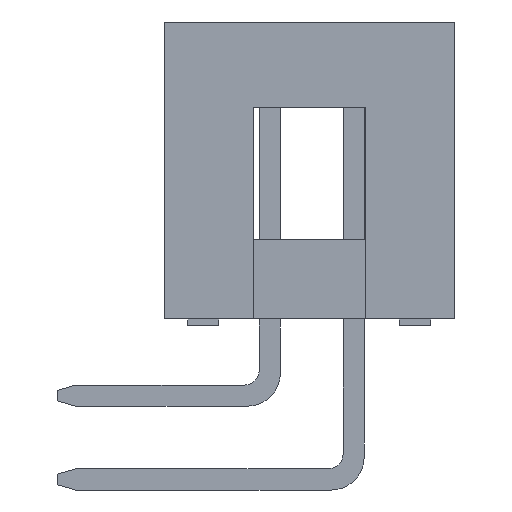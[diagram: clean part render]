
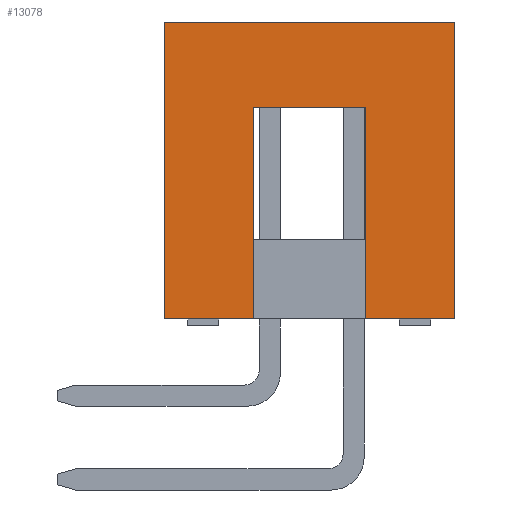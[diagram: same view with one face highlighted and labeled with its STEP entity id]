
A CAD part, left-side view. The second image highlights one B-rep face of the part: STEP entity #13078.
In plain terms, the highlighted planar face has unit normal (-1, 0, 0).
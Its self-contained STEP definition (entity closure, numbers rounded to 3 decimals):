
#7230=EDGE_CURVE('',#13876,#12038,#19572,.T.);
#8500=EDGE_CURVE('',#16000,#12038,#20961,.T.);
#9756=EDGE_CURVE('',#10752,#11548,#22403,.T.);
#10752=VERTEX_POINT('',#23537);
#11548=VERTEX_POINT('',#24416);
#11638=EDGE_CURVE('',#12194,#16000,#24512,.T.);
#12038=VERTEX_POINT('',#24947);
#12194=VERTEX_POINT('',#25118);
#13078=ADVANCED_FACE('',(#26092),#26093,.F.);
#13876=VERTEX_POINT('',#26957);
#14112=VERTEX_POINT('',#27220);
#14926=EDGE_CURVE('',#11548,#13876,#28117,.T.);
#16000=VERTEX_POINT('',#29273);
#16102=EDGE_CURVE('',#18140,#12194,#29380,.T.);
#16154=EDGE_CURVE('',#10752,#14112,#29438,.T.);
#17504=EDGE_CURVE('',#18140,#14112,#30913,.T.);
#18140=VERTEX_POINT('',#31610);
#19572=LINE('',#33557,#33558);
#20961=LINE('',#35533,#35534);
#22403=LINE('',#37535,#37536);
#23537=CARTESIAN_POINT('',(-41.91,1.7,0.0));
#24416=CARTESIAN_POINT('',(-41.91,1.7,6.4));
#24512=LINE('',#40585,#40586);
#24947=CARTESIAN_POINT('',(-41.91,-1.7,0.0));
#25118=CARTESIAN_POINT('',(-41.91,-4.4,9.0));
#26092=FACE_OUTER_BOUND('',#42833,.T.);
#26093=PLANE('',#42834);
#26957=CARTESIAN_POINT('',(-41.91,-1.7,6.4));
#27220=CARTESIAN_POINT('',(-41.91,4.4,0.0));
#28117=LINE('',#45700,#45701);
#29273=CARTESIAN_POINT('',(-41.91,-4.4,0.0));
#29380=LINE('',#47569,#47570);
#29438=LINE('',#47651,#47652);
#30913=LINE('',#49724,#49725);
#31610=CARTESIAN_POINT('',(-41.91,4.4,9.0));
#33557=CARTESIAN_POINT('',(-41.91,-1.7,3.825));
#33558=VECTOR('',#52247,1.0);
#35533=CARTESIAN_POINT('',(-41.91,0.0,0.0));
#35534=VECTOR('',#53660,1.0);
#37535=CARTESIAN_POINT('',(-41.91,1.7,3.825));
#37536=VECTOR('',#55339,1.0);
#40585=CARTESIAN_POINT('',(-41.91,-4.4,4.5));
#40586=VECTOR('',#57604,1.0);
#42833=EDGE_LOOP('',(#59328,#59329,#59330,#59331,#59332,#59333,#59334,#59335));
#42834=AXIS2_PLACEMENT_3D('',#59336,#59337,#59338);
#45700=CARTESIAN_POINT('',(-41.91,0.0,6.4));
#45701=VECTOR('',#61413,1.0);
#47569=CARTESIAN_POINT('',(-41.91,0.0,9.0));
#47570=VECTOR('',#62540,1.0);
#47651=CARTESIAN_POINT('',(-41.91,0.0,0.0));
#47652=VECTOR('',#62600,1.0);
#49724=CARTESIAN_POINT('',(-41.91,4.4,4.5));
#49725=VECTOR('',#64073,1.0);
#52247=DIRECTION('',(0.0,0.0,-1.0));
#53660=DIRECTION('',(0.0,1.0,0.0));
#55339=DIRECTION('',(-0.0,0.0,1.0));
#57604=DIRECTION('',(0.0,0.0,-1.0));
#59328=ORIENTED_EDGE('',*,*,#7230,.T.);
#59329=ORIENTED_EDGE('',*,*,#8500,.F.);
#59330=ORIENTED_EDGE('',*,*,#11638,.F.);
#59331=ORIENTED_EDGE('',*,*,#16102,.F.);
#59332=ORIENTED_EDGE('',*,*,#17504,.T.);
#59333=ORIENTED_EDGE('',*,*,#16154,.F.);
#59334=ORIENTED_EDGE('',*,*,#9756,.T.);
#59335=ORIENTED_EDGE('',*,*,#14926,.T.);
#59336=CARTESIAN_POINT('',(-41.91,0.0,4.5));
#59337=DIRECTION('',(1.0,0.0,0.0));
#59338=DIRECTION('',(0.0,0.0,-1.0));
#61413=DIRECTION('',(0.0,-1.0,0.0));
#62540=DIRECTION('',(0.0,-1.0,0.0));
#62600=DIRECTION('',(0.0,1.0,0.0));
#64073=DIRECTION('',(0.0,0.0,-1.0));
